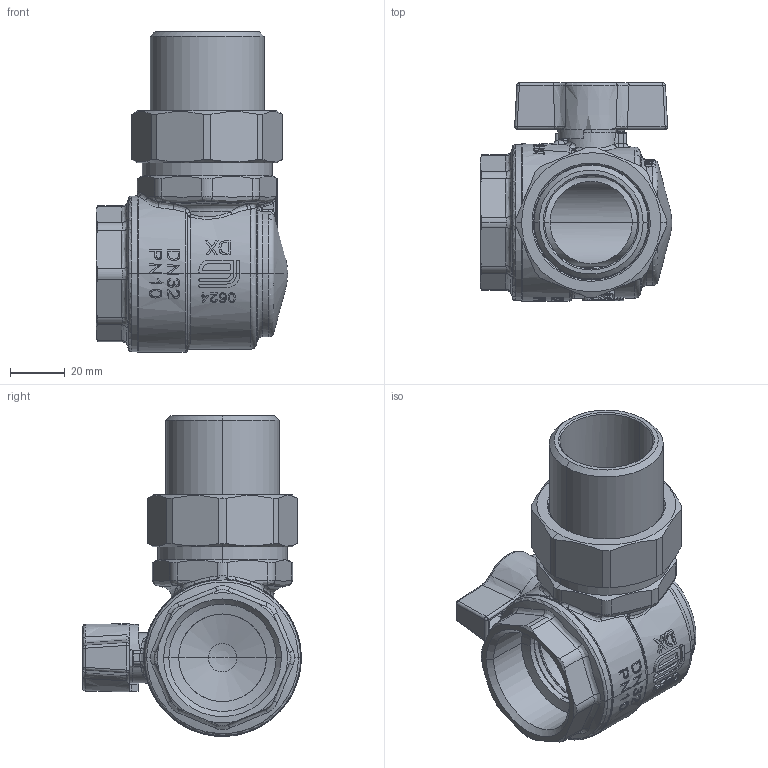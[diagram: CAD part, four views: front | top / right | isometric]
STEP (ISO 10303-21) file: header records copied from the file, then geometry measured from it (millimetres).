
FILE_DESCRIPTION (( 'STEP AP214' ), '1' );
FILE_NAME ('2071R407.STEP', '2018-02-28T09:01:27', ( '' ), ( '' ), 'SwSTEP 2.0', 'SolidWorks 2018', '' );
FILE_SCHEMA (( 'AUTOMOTIVE_DESIGN' ));
Length unit declared in the file: millimetre
Products named in the file (1): 2071R407
Bounding box: 69.98 x 79.81 x 117.25 mm (x, y, z)
Surface area: 41452.9 mm2 (no closed solid volume)
Topology: 0 solids, 24 shells, 887 faces, 2474 edges, 1604 vertices
Faces by surface type: plane 308, bspline 282, cylinder 187, cone 56, torus 38, sphere 16
Entity records: 52431 total; most frequent: CARTESIAN_POINT 35257, ORIENTED_EDGE 4538, EDGE_CURVE 2447, B_SPLINE_CURVE_WITH_KNOTS 2333, VERTEX_POINT 1602, DIRECTION 1214, EDGE_LOOP 940, FACE_OUTER_BOUND 884
